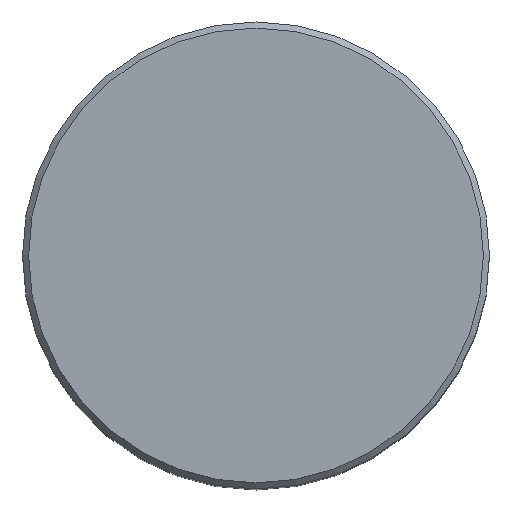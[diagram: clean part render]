
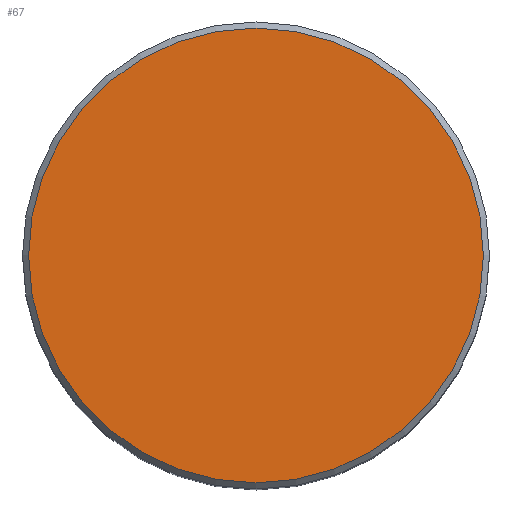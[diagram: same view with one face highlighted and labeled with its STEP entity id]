
A CAD part, top view. The second image highlights one B-rep face of the part: STEP entity #67.
In plain terms, the highlighted planar face has unit normal (0, 0, 1).
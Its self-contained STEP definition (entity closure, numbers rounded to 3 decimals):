
#15=PLANE('',#95);
#20=FACE_OUTER_BOUND('',#25,.T.);
#25=EDGE_LOOP('',(#57));
#34=CIRCLE('',#91,11.2);
#38=VERTEX_POINT('',#124);
#42=EDGE_CURVE('',#38,#38,#34,.T.);
#57=ORIENTED_EDGE('',*,*,#42,.F.);
#67=ADVANCED_FACE('',(#20),#15,.T.);
#91=AXIS2_PLACEMENT_3D('',#125,#103,#104);
#95=AXIS2_PLACEMENT_3D('',#133,#113,#114);
#103=DIRECTION('center_axis',(0.,0.,-1.));
#104=DIRECTION('ref_axis',(-1.,0.,0.));
#113=DIRECTION('center_axis',(0.,0.,1.));
#114=DIRECTION('ref_axis',(1.,0.,0.));
#124=CARTESIAN_POINT('',(11.2,-0.249,30.));
#125=CARTESIAN_POINT('Origin',(0.,-0.249,30.));
#133=CARTESIAN_POINT('Origin',(0.,-0.249,
30.));
